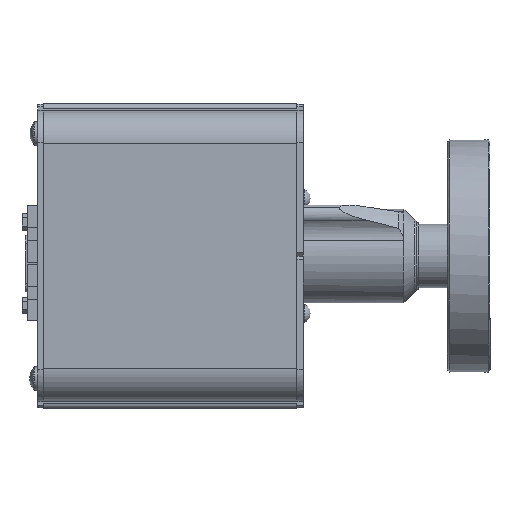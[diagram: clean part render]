
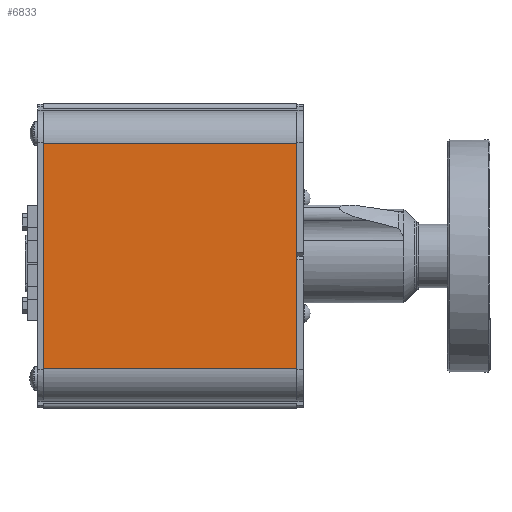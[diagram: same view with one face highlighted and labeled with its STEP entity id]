
A CAD part, left-side view. The second image highlights one B-rep face of the part: STEP entity #6833.
In plain terms, the highlighted planar face has unit normal (-1, 0, 0).
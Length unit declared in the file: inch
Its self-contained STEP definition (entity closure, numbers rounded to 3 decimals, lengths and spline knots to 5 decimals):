
#172 = ORIENTED_EDGE ( 'NONE', *, *, #534, .F. ) ;
#318 = EDGE_CURVE ( 'NONE', #5854, #10731, #10346, .T. ) ;
#333 = DIRECTION ( 'NONE',  ( 0., -1., 0. ) ) ;
#384 = CARTESIAN_POINT ( 'NONE',  ( -1.401, 2.822, 1.323 ) ) ;
#534 = EDGE_CURVE ( 'NONE', #10129, #11405, #6517, .T. ) ;
#1300 = EDGE_CURVE ( 'NONE', #11405, #10731, #8121, .T. ) ;
#1403 = ORIENTED_EDGE ( 'NONE', *, *, #1300, .F. ) ;
#2384 = ORIENTED_EDGE ( 'NONE', *, *, #7799, .T. ) ;
#3451 = CARTESIAN_POINT ( 'NONE',  ( -1.401, 2.822, -1.323 ) ) ;
#3470 = DIRECTION ( 'NONE',  ( 0., 0., -1. ) ) ;
#3520 = AXIS2_PLACEMENT_3D ( 'NONE', #7579, #9680, #3470 ) ;
#3667 = DIRECTION ( 'NONE',  ( 0., 0., 1. ) ) ;
#3777 = VECTOR ( 'NONE', #3667, 39.37008 ) ;
#4148 = CARTESIAN_POINT ( 'NONE',  ( -1.401, 2.822, 1.323 ) ) ;
#4544 = VECTOR ( 'NONE', #12921, 39.37008 ) ;
#5854 = VERTEX_POINT ( 'NONE', #10019 ) ;
#6261 = DIRECTION ( 'NONE',  ( 0., 0., 1. ) ) ;
#6297 = CARTESIAN_POINT ( 'NONE',  ( -1.401, -0.163, 1.323 ) ) ;
#6381 = ORIENTED_EDGE ( 'NONE', *, *, #318, .T. ) ;
#6517 = LINE ( 'NONE', #4148, #3777 ) ;
#6543 = PLANE ( 'NONE',  #3520 ) ;
#6587 = CARTESIAN_POINT ( 'NONE',  ( -1.401, 2.822, 1.323 ) ) ;
#6788 = CARTESIAN_POINT ( 'NONE',  ( -1.401, 2.822, -1.323 ) ) ;
#6833 = ADVANCED_FACE ( 'NONE', ( #10653 ), #6543, .F. ) ;
#7579 = CARTESIAN_POINT ( 'NONE',  ( -1.401, 2.822, 1.323 ) ) ;
#7609 = VECTOR ( 'NONE', #6261, 39.37008 ) ;
#7799 = EDGE_CURVE ( 'NONE', #10129, #5854, #12351, .T. ) ;
#8121 = LINE ( 'NONE', #384, #10837 ) ;
#9523 = CARTESIAN_POINT ( 'NONE',  ( -1.401, -0.163, 1.323 ) ) ;
#9680 = DIRECTION ( 'NONE',  ( 1., 0., 0. ) ) ;
#10019 = CARTESIAN_POINT ( 'NONE',  ( -1.401, -0.163, -1.323 ) ) ;
#10129 = VERTEX_POINT ( 'NONE', #3451 ) ;
#10346 = LINE ( 'NONE', #6297, #7609 ) ;
#10653 = FACE_OUTER_BOUND ( 'NONE', #11464, .T. ) ;
#10731 = VERTEX_POINT ( 'NONE', #9523 ) ;
#10837 = VECTOR ( 'NONE', #333, 39.37008 ) ;
#11405 = VERTEX_POINT ( 'NONE', #6587 ) ;
#11464 = EDGE_LOOP ( 'NONE', ( #2384, #6381, #1403, #172 ) ) ;
#12351 = LINE ( 'NONE', #6788, #4544 ) ;
#12921 = DIRECTION ( 'NONE',  ( 0., -1., 0. ) ) ;
